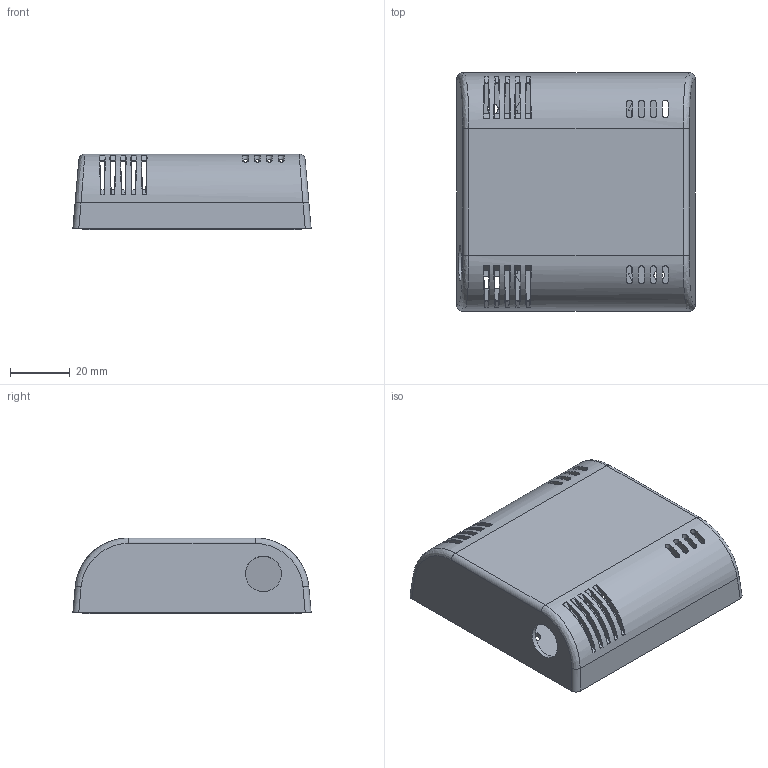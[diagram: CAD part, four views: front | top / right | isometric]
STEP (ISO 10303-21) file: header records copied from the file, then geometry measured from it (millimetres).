
FILE_DESCRIPTION(/* description */ (''),/* implementation_level */ '2;1');
FILE_NAME(/* name */ 'Si-xxxR1Ax.step',/* time_stamp */ '2021-07-29T14:01:24+02:00',/* author */ (''),/* organization */ (''),/* preprocessor_version */ 'ST-DEVELOPER v18.1',/* originating_system */ 'Autodesk Translation Framework v10.9.0.1377',/* authorisation */ '');
FILE_SCHEMA (('AUTOMOTIVE_DESIGN { 1 0 10303 214 3 1 1 }'));
Length unit declared in the file: millimetre
Products named in the file (4): Si-xxxR1Ax; Thermo80; BASE_80; COPERCHIO_80_M
Assembly tree (3 placements, depth 3):
  Si-xxxR1Ax
    Thermo80
      BASE_80
      COPERCHIO_80_M
Bounding box: 80 x 80 x 25.5 mm (x, y, z)
Volume: 27797.6 mm3; surface area: 37489.7 mm2
Topology: 2 solids, 2 shells, 646 faces, 1763 edges, 1156 vertices
Faces by surface type: plane 361, cylinder 112, bspline 111, torus 32, cone 30
Full cylindrical faces by diameter (mm): 12 x1, 17 x1, 20 x1
Entity records: 23016 total; most frequent: CARTESIAN_POINT 6437, ORIENTED_EDGE 3526, DIRECTION 2891, EDGE_CURVE 1763, VERTEX_POINT 1156, LINE 1081, VECTOR 1081, AXIS2_PLACEMENT_3D 905
